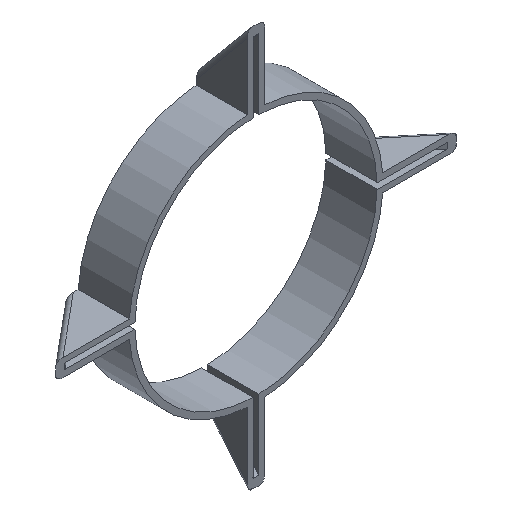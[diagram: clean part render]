
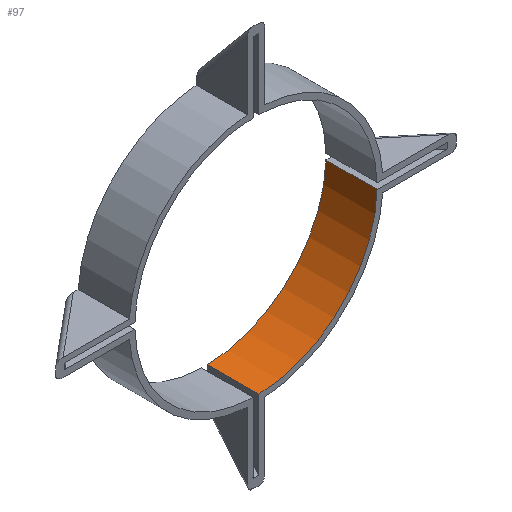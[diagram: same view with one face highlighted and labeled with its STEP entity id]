
A CAD part, isometric view. The second image highlights one B-rep face of the part: STEP entity #97.
In plain terms, the highlighted cylindrical face has radius 66.04 mm (diameter 132.08 mm), a partial arc.
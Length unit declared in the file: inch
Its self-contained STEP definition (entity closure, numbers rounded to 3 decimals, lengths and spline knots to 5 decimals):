
#11 = CIRCLE ( 'NONE', #908, 2.6 ) ;
#23 = CARTESIAN_POINT ( 'NONE',  ( 0.0625, 4.5, -2.59925 ) ) ;
#36 = CARTESIAN_POINT ( 'NONE',  ( 2.59925, 2.90342, -0.0625 ) ) ;
#97 = ADVANCED_FACE ( 'NONE', ( #898 ), #372, .F. ) ;
#99 = CARTESIAN_POINT ( 'NONE',  ( 2.59925, 4.00188, -0.0625 ) ) ;
#128 = CARTESIAN_POINT ( 'NONE',  ( 2.59925, 4.5, -0.0625 ) ) ;
#149 = DIRECTION ( 'NONE',  ( 0., 1., 0. ) ) ;
#161 = VERTEX_POINT ( 'NONE', #579 ) ;
#175 = ORIENTED_EDGE ( 'NONE', *, *, #1164, .T. ) ;
#305 = EDGE_CURVE ( 'NONE', #1255, #1235, #11, .T. ) ;
#326 = VECTOR ( 'NONE', #1116, 39.37008 ) ;
#358 = LINE ( 'NONE', #23, #326 ) ;
#372 = CYLINDRICAL_SURFACE ( 'NONE', #1067, 2.6 ) ;
#377 = EDGE_CURVE ( 'NONE', #390, #1235, #1014, .T. ) ;
#390 = VERTEX_POINT ( 'NONE', #36 ) ;
#430 = DIRECTION ( 'NONE',  ( 0., -1., 0. ) ) ;
#450 = CARTESIAN_POINT ( 'NONE',  ( 0., 4.5, 0. ) ) ;
#526 = CARTESIAN_POINT ( 'NONE',  ( 0., 2.90342, 0. ) ) ;
#529 = DIRECTION ( 'NONE',  ( 0., 0., -1. ) ) ;
#568 = DIRECTION ( 'NONE',  ( 0., 0., -1. ) ) ;
#579 = CARTESIAN_POINT ( 'NONE',  ( 0.0625, 2.90342, -2.59925 ) ) ;
#583 = EDGE_LOOP ( 'NONE', ( #737, #1154, #175, #1241 ) ) ;
#737 = ORIENTED_EDGE ( 'NONE', *, *, #305, .F. ) ;
#758 = CARTESIAN_POINT ( 'NONE',  ( 0., 4.00188, 0. ) ) ;
#778 = CARTESIAN_POINT ( 'NONE',  ( 0.0625, 4.00188, -2.59925 ) ) ;
#801 = AXIS2_PLACEMENT_3D ( 'NONE', #526, #1415, #529 ) ;
#832 = EDGE_CURVE ( 'NONE', #161, #1255, #358, .T. ) ;
#889 = DIRECTION ( 'NONE',  ( 0., -1., 0. ) ) ;
#898 = FACE_OUTER_BOUND ( 'NONE', #583, .T. ) ;
#908 = AXIS2_PLACEMENT_3D ( 'NONE', #758, #430, #1190 ) ;
#973 = VECTOR ( 'NONE', #149, 39.37008 ) ;
#1014 = LINE ( 'NONE', #128, #973 ) ;
#1067 = AXIS2_PLACEMENT_3D ( 'NONE', #450, #889, #568 ) ;
#1116 = DIRECTION ( 'NONE',  ( 0., 1., 0. ) ) ;
#1154 = ORIENTED_EDGE ( 'NONE', *, *, #832, .F. ) ;
#1164 = EDGE_CURVE ( 'NONE', #161, #390, #1174, .T. ) ;
#1174 = CIRCLE ( 'NONE', #801, 2.6 ) ;
#1190 = DIRECTION ( 'NONE',  ( 0., 0., -1. ) ) ;
#1235 = VERTEX_POINT ( 'NONE', #99 ) ;
#1241 = ORIENTED_EDGE ( 'NONE', *, *, #377, .T. ) ;
#1255 = VERTEX_POINT ( 'NONE', #778 ) ;
#1415 = DIRECTION ( 'NONE',  ( 0., -1., 0. ) ) ;
